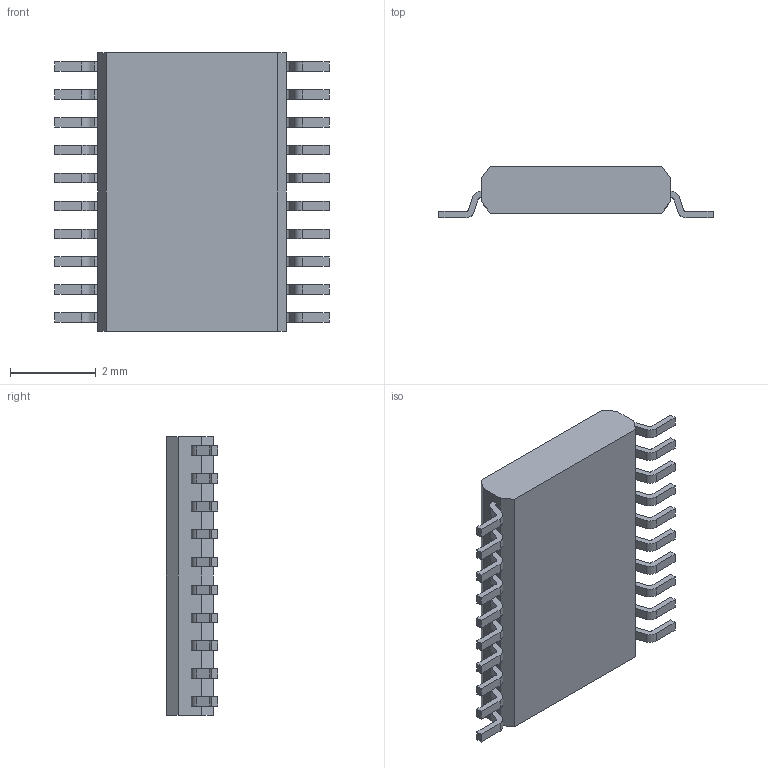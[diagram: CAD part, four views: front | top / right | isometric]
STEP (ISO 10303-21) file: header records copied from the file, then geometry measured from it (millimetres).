
FILE_DESCRIPTION (( 'STEP AP214' ), '1' );
FILE_NAME ( 'SOP65-20N.step', '2020-2-7T21:39:14', ( '' ), ( '' ), 'EDABuilder', 'EMA Design Automation', '' );
FILE_SCHEMA (( 'AUTOMOTIVE_DESIGN' ));
Length unit declared in the file: millimetre
Products named in the file (1): face1_BC
Bounding box: 6.4 x 1.2 x 6.5 mm (x, y, z)
Volume: 32.5 mm3; surface area: 97.5 mm2
Topology: 21 solids, 21 shells, 290 faces, 744 edges, 496 vertices
Faces by surface type: plane 210, cylinder 80
Entity records: 9233 total; most frequent: CARTESIAN_POINT 1552, DIRECTION 1528, ORIENTED_EDGE 1488, EDGE_CURVE 744, LINE 584, VECTOR 584, VERTEX_POINT 496, AXIS2_PLACEMENT_3D 472
